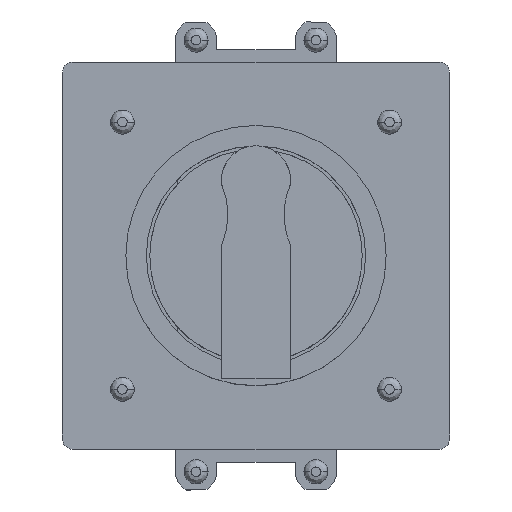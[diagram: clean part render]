
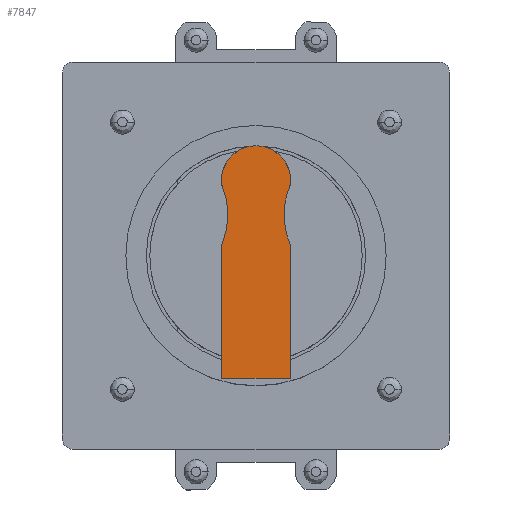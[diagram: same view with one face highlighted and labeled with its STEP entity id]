
A CAD part, top view. The second image highlights one B-rep face of the part: STEP entity #7847.
In plain terms, the highlighted planar face has unit normal (0, 0, 1).
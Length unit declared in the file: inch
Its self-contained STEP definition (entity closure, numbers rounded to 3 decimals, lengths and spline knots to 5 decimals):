
#1 = EDGE_CURVE ( 'NONE', #2981, #1334, #8531, .T. ) ;
#83 = DIRECTION ( 'NONE',  ( -1., 0., 0. ) ) ;
#143 = DIRECTION ( 'NONE',  ( 0., 0., -1. ) ) ;
#222 = CARTESIAN_POINT ( 'NONE',  ( -0.3937, 0.81102, 2.91732 ) ) ;
#227 = CARTESIAN_POINT ( 'NONE',  ( -1.18602, 0.4685, 2.91732 ) ) ;
#379 = VERTEX_POINT ( 'NONE', #6546 ) ;
#570 = AXIS2_PLACEMENT_3D ( 'NONE', #902, #6000, #1640 ) ;
#581 = CIRCLE ( 'NONE', #753, 0.86319 ) ;
#753 = AXIS2_PLACEMENT_3D ( 'NONE', #227, #143, #8190 ) ;
#782 = VECTOR ( 'NONE', #968, 39.37008 ) ;
#902 = CARTESIAN_POINT ( 'NONE',  ( 0., 0.86276, 2.91732 ) ) ;
#968 = DIRECTION ( 'NONE',  ( -1., 0., 0. ) ) ;
#1111 = CARTESIAN_POINT ( 'NONE',  ( 0.3937, 0.12598, 2.91732 ) ) ;
#1334 = VERTEX_POINT ( 'NONE', #3732 ) ;
#1434 = DIRECTION ( 'NONE',  ( 0., 0., -1. ) ) ;
#1640 = DIRECTION ( 'NONE',  ( -1., 0., 0. ) ) ;
#1886 = CARTESIAN_POINT ( 'NONE',  ( 1.18602, 0.4685, 2.91732 ) ) ;
#1889 = DIRECTION ( 'NONE',  ( 0., 1., 0. ) ) ;
#2003 = AXIS2_PLACEMENT_3D ( 'NONE', #2262, #1434, #83 ) ;
#2217 = DIRECTION ( 'NONE',  ( 0., 0., -1. ) ) ;
#2251 = CARTESIAN_POINT ( 'NONE',  ( -0.3937, -1.40945, 2.91732 ) ) ;
#2262 = CARTESIAN_POINT ( 'NONE',  ( 0., 0.86276, 2.91732 ) ) ;
#2355 = EDGE_CURVE ( 'NONE', #8219, #5848, #6929, .T. ) ;
#2376 = CARTESIAN_POINT ( 'NONE',  ( 0.3937, -1.40945, 2.91732 ) ) ;
#2616 = ORIENTED_EDGE ( 'NONE', *, *, #1, .F. ) ;
#2694 = LINE ( 'NONE', #2376, #782 ) ;
#2813 = ORIENTED_EDGE ( 'NONE', *, *, #6995, .T. ) ;
#2845 = ORIENTED_EDGE ( 'NONE', *, *, #4716, .F. ) ;
#2981 = VERTEX_POINT ( 'NONE', #8250 ) ;
#3050 = VERTEX_POINT ( 'NONE', #4736 ) ;
#3068 = ORIENTED_EDGE ( 'NONE', *, *, #2355, .F. ) ;
#3134 = VERTEX_POINT ( 'NONE', #7576 ) ;
#3184 = DIRECTION ( 'NONE',  ( 0., 0., 1. ) ) ;
#3732 = CARTESIAN_POINT ( 'NONE',  ( 0.3937, 0.81102, 2.91732 ) ) ;
#3781 = AXIS2_PLACEMENT_3D ( 'NONE', #8242, #3184, #7596 ) ;
#3855 = VECTOR ( 'NONE', #5266, 39.37008 ) ;
#3938 = VERTEX_POINT ( 'NONE', #2251 ) ;
#3962 = ORIENTED_EDGE ( 'NONE', *, *, #5741, .F. ) ;
#4213 = AXIS2_PLACEMENT_3D ( 'NONE', #1886, #5651, #5589 ) ;
#4303 = ORIENTED_EDGE ( 'NONE', *, *, #8010, .F. ) ;
#4708 = ORIENTED_EDGE ( 'NONE', *, *, #5105, .F. ) ;
#4716 = EDGE_CURVE ( 'NONE', #3134, #2981, #9432, .T. ) ;
#4736 = CARTESIAN_POINT ( 'NONE',  ( -0.3937, 0.12598, 2.91732 ) ) ;
#4799 = CIRCLE ( 'NONE', #4213, 0.86319 ) ;
#4852 = ORIENTED_EDGE ( 'NONE', *, *, #8347, .T. ) ;
#4916 = CARTESIAN_POINT ( 'NONE',  ( 0.3937, -1.40945, 2.91732 ) ) ;
#4966 = DIRECTION ( 'NONE',  ( -1., 0., 0. ) ) ;
#5029 = VERTEX_POINT ( 'NONE', #222 ) ;
#5105 = EDGE_CURVE ( 'NONE', #5848, #3938, #2694, .T. ) ;
#5266 = DIRECTION ( 'NONE',  ( 0., -1., 0. ) ) ;
#5589 = DIRECTION ( 'NONE',  ( -1., 0., 0. ) ) ;
#5651 = DIRECTION ( 'NONE',  ( 0., 0., -1. ) ) ;
#5741 = EDGE_CURVE ( 'NONE', #3938, #3050, #7337, .T. ) ;
#5848 = VERTEX_POINT ( 'NONE', #4916 ) ;
#5986 = ORIENTED_EDGE ( 'NONE', *, *, #8749, .T. ) ;
#6000 = DIRECTION ( 'NONE',  ( 0., 0., -1. ) ) ;
#6286 = CARTESIAN_POINT ( 'NONE',  ( -0.3937, -1.40945, 2.91732 ) ) ;
#6487 = CARTESIAN_POINT ( 'NONE',  ( 1.18602, 0.4685, 2.91732 ) ) ;
#6521 = DIRECTION ( 'NONE',  ( 0., 0., -1. ) ) ;
#6546 = CARTESIAN_POINT ( 'NONE',  ( 0.32283, 0.4685, 2.91732 ) ) ;
#6590 = CIRCLE ( 'NONE', #2003, 0.39709 ) ;
#6929 = LINE ( 'NONE', #8907, #3855 ) ;
#6941 = FACE_OUTER_BOUND ( 'NONE', #7523, .T. ) ;
#6995 = EDGE_CURVE ( 'NONE', #8219, #379, #8477, .T. ) ;
#7337 = LINE ( 'NONE', #6286, #9278 ) ;
#7459 = AXIS2_PLACEMENT_3D ( 'NONE', #8576, #6521, #4966 ) ;
#7523 = EDGE_LOOP ( 'NONE', ( #4708, #3068, #2813, #4852, #2616, #2845, #4303, #5986, #3962 ) ) ;
#7543 = PLANE ( 'NONE',  #3781 ) ;
#7576 = CARTESIAN_POINT ( 'NONE',  ( -0.39709, 0.86276, 2.91732 ) ) ;
#7596 = DIRECTION ( 'NONE',  ( 1., 0., 0. ) ) ;
#7847 = ADVANCED_FACE ( 'NONE', ( #6941 ), #7543, .T. ) ;
#8010 = EDGE_CURVE ( 'NONE', #5029, #3134, #6590, .T. ) ;
#8190 = DIRECTION ( 'NONE',  ( -1., 0., 0. ) ) ;
#8219 = VERTEX_POINT ( 'NONE', #1111 ) ;
#8242 = CARTESIAN_POINT ( 'NONE',  ( 0., 0., 2.91732 ) ) ;
#8250 = CARTESIAN_POINT ( 'NONE',  ( 0.39709, 0.86276, 2.91732 ) ) ;
#8347 = EDGE_CURVE ( 'NONE', #379, #1334, #4799, .T. ) ;
#8477 = CIRCLE ( 'NONE', #8937, 0.86319 ) ;
#8531 = CIRCLE ( 'NONE', #570, 0.39709 ) ;
#8576 = CARTESIAN_POINT ( 'NONE',  ( 0., 0.86276, 2.91732 ) ) ;
#8749 = EDGE_CURVE ( 'NONE', #5029, #3050, #581, .T. ) ;
#8907 = CARTESIAN_POINT ( 'NONE',  ( 0.3937, 0.12598, 2.91732 ) ) ;
#8937 = AXIS2_PLACEMENT_3D ( 'NONE', #6487, #2217, #9427 ) ;
#9278 = VECTOR ( 'NONE', #1889, 39.37008 ) ;
#9427 = DIRECTION ( 'NONE',  ( -1., 0., 0. ) ) ;
#9432 = CIRCLE ( 'NONE', #7459, 0.39709 ) ;
